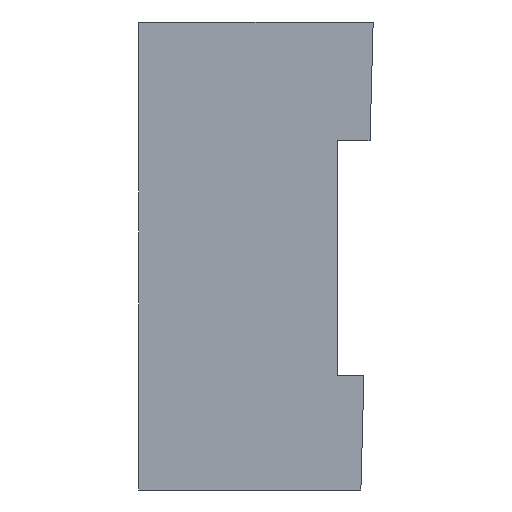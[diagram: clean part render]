
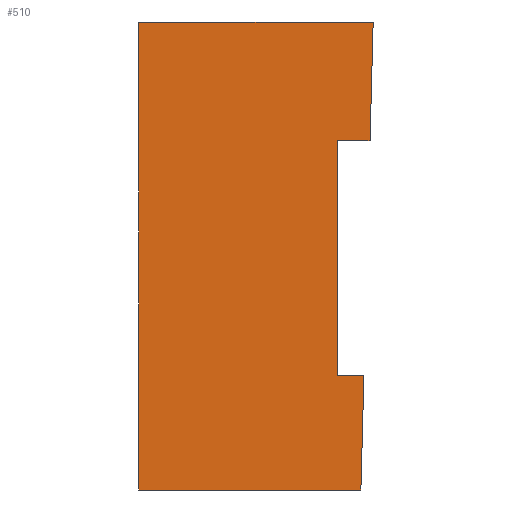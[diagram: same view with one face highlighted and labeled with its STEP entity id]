
A CAD part, left-side view. The second image highlights one B-rep face of the part: STEP entity #510.
In plain terms, the highlighted planar face has unit normal (-1, 0, 0).
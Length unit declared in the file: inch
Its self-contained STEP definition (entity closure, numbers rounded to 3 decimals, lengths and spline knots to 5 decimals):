
#18 = EDGE_CURVE ( 'NONE', #336, #358, #168, .T. ) ;
#21 = EDGE_CURVE ( 'NONE', #409, #347, #172, .T. ) ;
#22 = EDGE_CURVE ( 'NONE', #326, #344, #175, .T. ) ;
#27 = AXIS2_PLACEMENT_3D ( 'NONE', #352, #363, #458 ) ;
#34 = EDGE_CURVE ( 'NONE', #326, #409, #184, .T. ) ;
#46 = EDGE_CURVE ( 'NONE', #347, #492, #194, .T. ) ;
#55 = EDGE_CURVE ( 'NONE', #358, #344, #200, .T. ) ;
#73 = EDGE_CURVE ( 'NONE', #492, #322, #214, .T. ) ;
#75 = EDGE_CURVE ( 'NONE', #322, #336, #215, .T. ) ;
#80 = EDGE_LOOP ( 'NONE', ( #96, #152, #143, #99, #157, #155, #134, #109 ) ) ;
#96 = ORIENTED_EDGE ( 'NONE', *, *, #46, .F. ) ;
#99 = ORIENTED_EDGE ( 'NONE', *, *, #22, .T. ) ;
#109 = ORIENTED_EDGE ( 'NONE', *, *, #73, .F. ) ;
#134 = ORIENTED_EDGE ( 'NONE', *, *, #75, .F. ) ;
#143 = ORIENTED_EDGE ( 'NONE', *, *, #34, .F. ) ;
#152 = ORIENTED_EDGE ( 'NONE', *, *, #21, .F. ) ;
#155 = ORIENTED_EDGE ( 'NONE', *, *, #18, .F. ) ;
#157 = ORIENTED_EDGE ( 'NONE', *, *, #55, .F. ) ;
#167 = VECTOR ( 'NONE', #422, 39.37008 ) ;
#168 = LINE ( 'NONE', #393, #167 ) ;
#170 = VECTOR ( 'NONE', #348, 39.37008 ) ;
#172 = LINE ( 'NONE', #368, #173 ) ;
#173 = VECTOR ( 'NONE', #395, 39.37008 ) ;
#175 = LINE ( 'NONE', #303, #170 ) ;
#184 = LINE ( 'NONE', #304, #188 ) ;
#188 = VECTOR ( 'NONE', #318, 39.37008 ) ;
#192 = VECTOR ( 'NONE', #328, 39.37008 ) ;
#194 = LINE ( 'NONE', #345, #192 ) ;
#200 = LINE ( 'NONE', #418, #205 ) ;
#205 = VECTOR ( 'NONE', #417, 39.37008 ) ;
#214 = LINE ( 'NONE', #474, #218 ) ;
#215 = LINE ( 'NONE', #398, #216 ) ;
#216 = VECTOR ( 'NONE', #316, 39.37008 ) ;
#218 = VECTOR ( 'NONE', #416, 39.37008 ) ;
#227 = FACE_OUTER_BOUND ( 'NONE', #80, .T. ) ;
#303 = CARTESIAN_POINT ( 'NONE',  ( -0.785, 0., -0.787 ) ) ;
#304 = CARTESIAN_POINT ( 'NONE',  ( -0.785, 0.394, -0.787 ) ) ;
#308 = CARTESIAN_POINT ( 'NONE',  ( -0.785, 0., 0. ) ) ;
#315 = CARTESIAN_POINT ( 'NONE',  ( -0.785, 0.01555, -0.594 ) ) ;
#316 = DIRECTION ( 'NONE',  ( 0., 0., -1. ) ) ;
#318 = DIRECTION ( 'NONE',  ( 0., 0., 1. ) ) ;
#322 = VERTEX_POINT ( 'NONE', #331 ) ;
#326 = VERTEX_POINT ( 'NONE', #408 ) ;
#328 = DIRECTION ( 'NONE',  ( 0., 0.026, -1. ) ) ;
#331 = CARTESIAN_POINT ( 'NONE',  ( -0.785, 0.06, -0.2 ) ) ;
#336 = VERTEX_POINT ( 'NONE', #445 ) ;
#344 = VERTEX_POINT ( 'NONE', #442 ) ;
#345 = CARTESIAN_POINT ( 'NONE',  ( -0.785, 0., 0. ) ) ;
#347 = VERTEX_POINT ( 'NONE', #308 ) ;
#348 = DIRECTION ( 'NONE',  ( 0., -1., 0. ) ) ;
#352 = CARTESIAN_POINT ( 'NONE',  ( -0.785, 0., -0.787 ) ) ;
#358 = VERTEX_POINT ( 'NONE', #315 ) ;
#363 = DIRECTION ( 'NONE',  ( -1., 0., 0. ) ) ;
#368 = CARTESIAN_POINT ( 'NONE',  ( -0.785, 0., 0. ) ) ;
#371 = PLANE ( 'NONE',  #27 ) ;
#375 = CARTESIAN_POINT ( 'NONE',  ( -0.785, 0.00524, -0.2 ) ) ;
#393 = CARTESIAN_POINT ( 'NONE',  ( -0.785, 0., -0.594 ) ) ;
#395 = DIRECTION ( 'NONE',  ( 0., -1., 0. ) ) ;
#398 = CARTESIAN_POINT ( 'NONE',  ( -0.785, 0.06, -0.787 ) ) ;
#408 = CARTESIAN_POINT ( 'NONE',  ( -0.785, 0.394, -0.787 ) ) ;
#409 = VERTEX_POINT ( 'NONE', #452 ) ;
#416 = DIRECTION ( 'NONE',  ( 0., 1., 0. ) ) ;
#417 = DIRECTION ( 'NONE',  ( 0., 0.026, -1. ) ) ;
#418 = CARTESIAN_POINT ( 'NONE',  ( -0.785, 0., 0. ) ) ;
#422 = DIRECTION ( 'NONE',  ( 0., -1., 0. ) ) ;
#442 = CARTESIAN_POINT ( 'NONE',  ( -0.785, 0.02061, -0.787 ) ) ;
#445 = CARTESIAN_POINT ( 'NONE',  ( -0.785, 0.06, -0.594 ) ) ;
#452 = CARTESIAN_POINT ( 'NONE',  ( -0.785, 0.394, 0. ) ) ;
#458 = DIRECTION ( 'NONE',  ( 0., 0., 1. ) ) ;
#474 = CARTESIAN_POINT ( 'NONE',  ( -0.785, 0., -0.2 ) ) ;
#492 = VERTEX_POINT ( 'NONE', #375 ) ;
#510 = ADVANCED_FACE ( 'NONE', ( #227 ), #371, .T. ) ;
